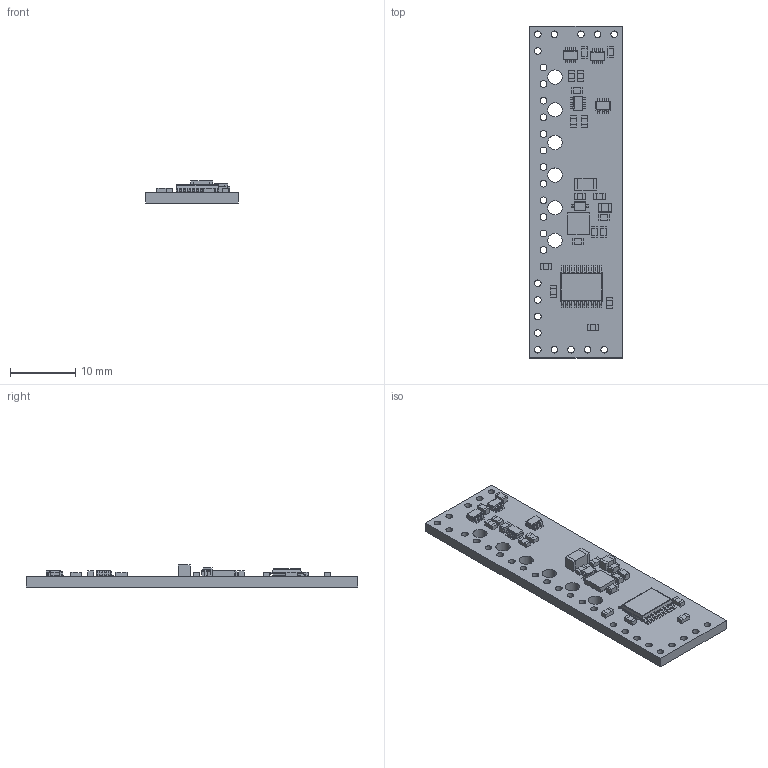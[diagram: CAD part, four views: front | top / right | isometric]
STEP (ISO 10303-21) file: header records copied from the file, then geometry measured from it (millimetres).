
FILE_DESCRIPTION (( 'STEP AP214' ), '1' );
FILE_NAME ('pololu-a4990-dual-motor-driver-shield-for-arduino.step', '2018-01-11T00:13:12', ( '' ), ( '' ), 'SwSTEP 2.0', 'SolidWorks 2016', '' );
FILE_SCHEMA (( 'AUTOMOTIVE_DESIGN' ));
Length unit declared in the file: millimetre
Products named in the file (1): pololu-a4990-dual-motor-driver-shield-for-arduino
Bounding box: 14.22 x 50.8 x 3.37 mm (x, y, z)
Volume: 1158.3 mm3; surface area: 2066.9 mm2
Topology: 1 solids, 1 shells, 1465 faces, 4026 edges, 2582 vertices
Faces by surface type: plane 1000, cylinder 290, bspline 175
Entity records: 68197 total; most frequent: CARTESIAN_POINT 15655, ORIENTED_EDGE 8052, DIRECTION 6664, EDGE_CURVE 4026, VECTOR 3082, LINE 3082, VERTEX_POINT 2582, AXIS2_PLACEMENT_3D 1791
